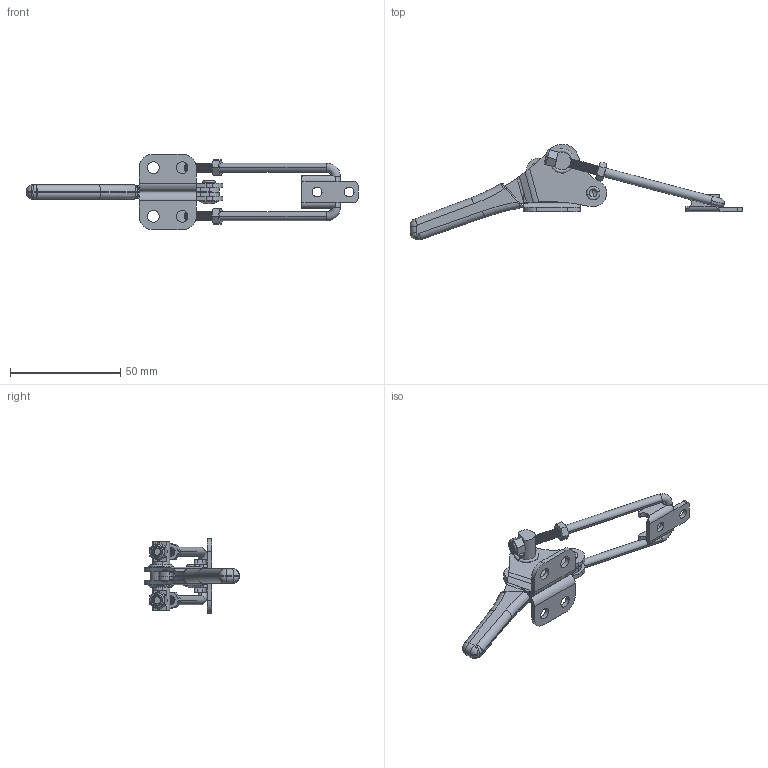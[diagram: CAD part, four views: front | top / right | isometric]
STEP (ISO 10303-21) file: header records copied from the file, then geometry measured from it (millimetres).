
FILE_DESCRIPTION (( 'STEP AP214' ), '1' );
FILE_NAME ('04296-Hold Down Latch Stainless Steel 90deg 120mm.STEP', '2018-10-10T23:31:48', ( '' ), ( '' ), 'SwSTEP 2.0', 'SolidWorks 2018', '' );
FILE_SCHEMA (( 'AUTOMOTIVE_DESIGN' ));
Length unit declared in the file: millimetre
Products named in the file (7): 94645A101_ZINC-PLATED CLASS 10 STL NYLON-INSERT LOCKNUT_94645A101; 4296 Hold down latch strtiker___ _________; 04296-Hold Down Latch Stainless Steel 90deg 120mm; 4296 Hold down Latch SS 79mm_1; 92497A250_ZINC YELLOW-CHROMATE PLATED STEEL HEX NUT_92497A250; 4296 Hold down Latch SS 79mm_2; 4296 Hold down Latch SS 79mm_3
Assembly tree (8 placements, depth 2):
  04296-Hold Down Latch Stainless Steel 90deg 120mm
    4296 Hold down Latch SS 79mm_1
    4296 Hold down Latch SS 79mm_2
    4296 Hold down Latch SS 79mm_3
    92497A250_ZINC YELLOW-CHROMATE PLATED STEEL HEX NUT_92497A250  x2
    94645A101_ZINC-PLATED CLASS 10 STL NYLON-INSERT LOCKNUT_94645A101  x2
    4296 Hold down latch strtiker___ _________
Bounding box: 150.38 x 43.37 x 34 mm (x, y, z)
Volume: 15644.4 mm3; surface area: 17506.5 mm2
Topology: 16 solids, 16 shells, 923 faces, 2354 edges, 1496 vertices
Faces by surface type: cylinder 351, plane 274, bspline 138, cone 116, torus 34, sphere 10
Entity records: 41680 total; most frequent: CARTESIAN_POINT 23077, ORIENTED_EDGE 4196, DIRECTION 3120, EDGE_CURVE 2098, VERTEX_POINT 1351, AXIS2_PLACEMENT_3D 1078, VECTOR 964, LINE 964
